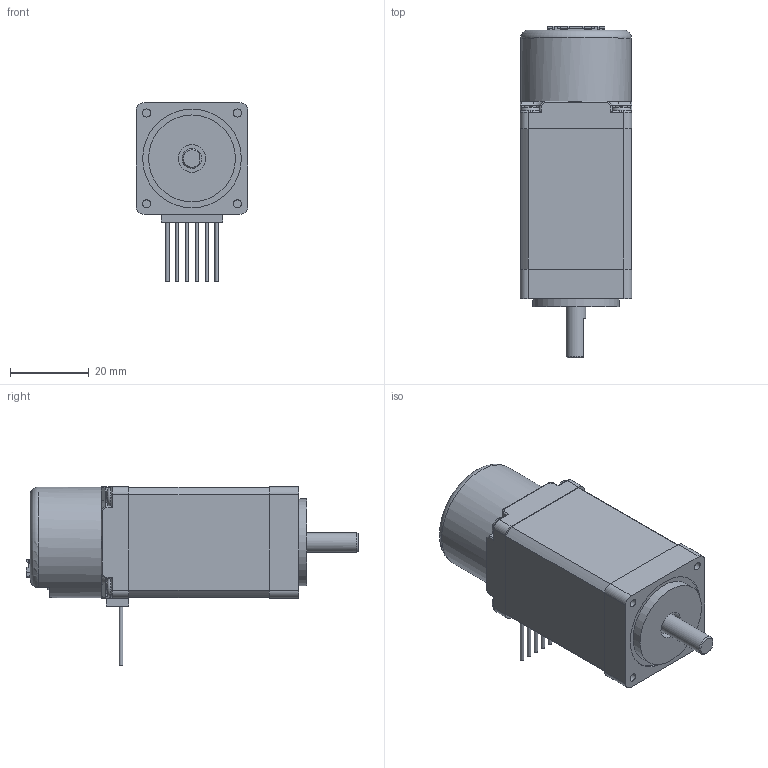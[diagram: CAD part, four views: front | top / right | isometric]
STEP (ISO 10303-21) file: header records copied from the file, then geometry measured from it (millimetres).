
FILE_DESCRIPTION( ( 'Unknown' ), '1' );
FILE_NAME( 'MS225-09AO6.stp', 'Unknown', ( 'Unknown' ), ( 'Unknown' ), 'PSStep 17.0.49', 'Unknown', ' ' );
FILE_SCHEMA( ( 'AUTOMOTIVE_DESIGN { 1 0 10303 214 1 1 1 1 }' ) );
Length unit declared in the file: millimetre
Products named in the file (7): Assem1; 步進MS22_上蓋; 步進MS225_定子; Screw_ANSI_B18.6.3_09F_UNF_No3x1_v12.00; 步進MS22_?軸下蓋; 外殼D
Assembly tree (9 placements, depth 2):
  Assem1
    步進MS22_上蓋
    步進MS225_定子
    Screw_ANSI_B18.6.3_09F_UNF_No3x1_v12.00  x4
    步進MS22_?軸下蓋
    外殼D
    外殼D
Bounding box: 28.3 x 84.06 x 45.3 mm (x, y, z)
Volume: 42355.5 mm3; surface area: 20745 mm2
Topology: 9 solids, 10 shells, 1417 faces, 4029 edges, 2636 vertices
Faces by surface type: plane 1009, cylinder 362, cone 28, torus 11, sphere 6, bspline 1
Full cylindrical faces by diameter (mm): 0.9 x6, 2.05 x4, 2.515 x8, 2.6 x3, 2.7 x4, 3 x3, 4.5 x2, 5 x2, 6 x1, 7 x1, 7.5 x1, 8 x2, 10 x4, 11 x1, 20 x1, 22 x1, 25 x2, 28 x1
Entity records: 54128 total; most frequent: CARTESIAN_POINT 7883, ORIENTED_EDGE 7498, DIRECTION 7120, EDGE_CURVE 3749, LINE 3018, VECTOR 3018, VERTEX_POINT 2482, AXIS2_PLACEMENT_3D 2051
